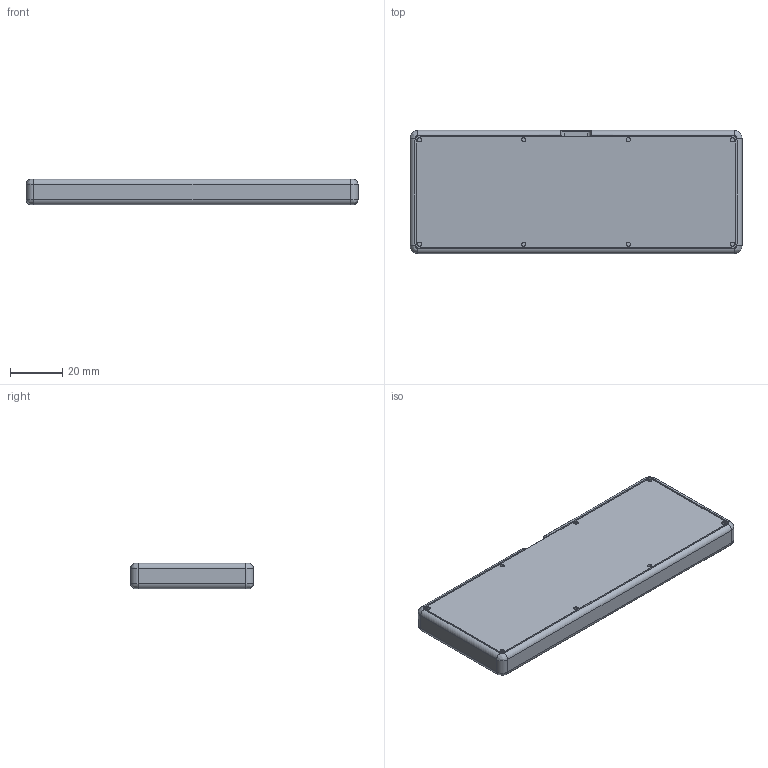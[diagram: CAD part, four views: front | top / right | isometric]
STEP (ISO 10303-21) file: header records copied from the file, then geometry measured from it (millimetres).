
FILE_DESCRIPTION(/* description */ (''),/* implementation_level */ '2;1');
FILE_NAME(/* name */ 'bunchiez40_rounded.step',/* time_stamp */ '2023-11-10T22:48:03-06:00',/* author */ (''),/* organization */ (''),/* preprocessor_version */ 'ST-DEVELOPER v20',/* originating_system */ 'Autodesk Translation Framework v12.14.0.127',/* authorisation */ '');
FILE_SCHEMA (('AUTOMOTIVE_DESIGN { 1 0 10303 214 3 1 1 }'));
Length unit declared in the file: millimetre
Products named in the file (1): bunchiez40
Bounding box: 127.2 x 47.2 x 9.81 mm (x, y, z)
Volume: 21181.2 mm3; surface area: 31098.5 mm2
Topology: 2 solids, 3 shells, 636 faces, 1809 edges, 1200 vertices
Faces by surface type: plane 286, cylinder 211, bspline 83, cone 52, torus 4
Full cylindrical faces by diameter (mm): 1.6 x16, 3 x8
Entity records: 24806 total; most frequent: CARTESIAN_POINT 8003, ORIENTED_EDGE 3510, DIRECTION 3451, EDGE_CURVE 1809, VERTEX_POINT 1200, AXIS2_PLACEMENT_3D 1190, LINE 1071, VECTOR 1071
